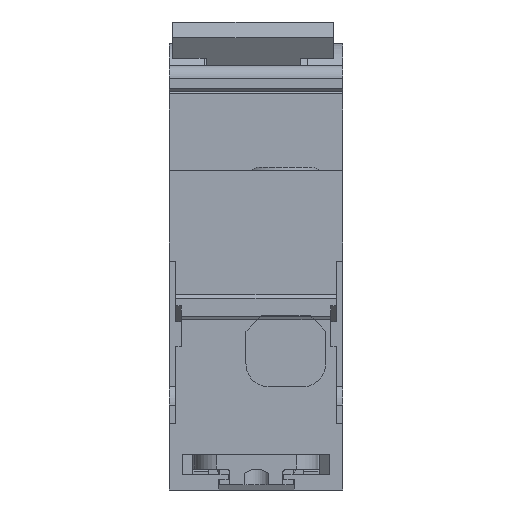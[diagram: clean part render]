
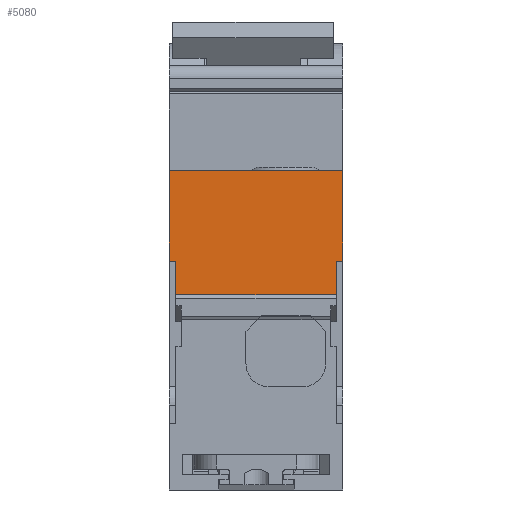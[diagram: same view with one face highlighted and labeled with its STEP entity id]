
A CAD part, front view. The second image highlights one B-rep face of the part: STEP entity #5080.
In plain terms, the highlighted planar face has unit normal (0, -1, 0).
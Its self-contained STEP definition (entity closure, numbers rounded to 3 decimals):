
#362=DIRECTION('',(0.,0.,1.));
#363=VECTOR('',#362,14.);
#364=CARTESIAN_POINT('',(13.35,-40.55,0.863));
#365=LINE('',#364,#363);
#700=DIRECTION('',(-1.,0.,0.));
#701=VECTOR('',#700,26.7);
#702=CARTESIAN_POINT('',(13.35,-40.55,14.864));
#703=LINE('',#702,#701);
#748=DIRECTION('',(0.,0.,1.));
#749=VECTOR('',#748,5.18);
#750=CARTESIAN_POINT('',(-12.4,-40.55,-4.317));
#751=LINE('',#750,#749);
#752=DIRECTION('',(-1.,0.,0.));
#753=VECTOR('',#752,0.95);
#754=CARTESIAN_POINT('',(-12.4,-40.55,0.863));
#755=LINE('',#754,#753);
#756=DIRECTION('',(0.,0.,1.));
#757=VECTOR('',#756,14.);
#758=CARTESIAN_POINT('',(-13.35,-40.55,0.863));
#759=LINE('',#758,#757);
#760=DIRECTION('',(-1.,0.,0.));
#761=VECTOR('',#760,24.8);
#762=CARTESIAN_POINT('',(12.4,-40.55,-4.317));
#763=LINE('',#762,#761);
#1076=DIRECTION('',(0.,0.,1.));
#1077=VECTOR('',#1076,5.18);
#1078=CARTESIAN_POINT('',(12.4,-40.55,-4.317));
#1079=LINE('',#1078,#1077);
#1088=DIRECTION('',(1.,0.,0.));
#1089=VECTOR('',#1088,0.95);
#1090=CARTESIAN_POINT('',(12.4,-40.55,0.863));
#1091=LINE('',#1090,#1089);
#3264=CARTESIAN_POINT('',(-13.35,-40.55,14.864));
#3265=VERTEX_POINT('',#3264);
#3266=CARTESIAN_POINT('',(-13.35,-40.55,0.863));
#3267=VERTEX_POINT('',#3266);
#3492=CARTESIAN_POINT('',(13.35,-40.55,0.863));
#3493=VERTEX_POINT('',#3492);
#3494=CARTESIAN_POINT('',(13.35,-40.55,14.864));
#3495=VERTEX_POINT('',#3494);
#3676=CARTESIAN_POINT('',(-12.4,-40.55,-4.317));
#3677=CARTESIAN_POINT('',(-12.4,-40.55,0.863));
#3678=VERTEX_POINT('',#3676);
#3679=VERTEX_POINT('',#3677);
#3680=CARTESIAN_POINT('',(12.4,-40.55,0.863));
#3681=VERTEX_POINT('',#3680);
#3682=CARTESIAN_POINT('',(12.4,-40.55,-4.317));
#3683=VERTEX_POINT('',#3682);
#5060=CARTESIAN_POINT('',(-13.35,-40.55,14.864));
#5061=DIRECTION('',(0.,-1.,0.));
#5062=DIRECTION('',(0.,0.,-1.));
#5063=AXIS2_PLACEMENT_3D('',#5060,#5061,#5062);
#5064=PLANE('',#5063);
#5066=ORIENTED_EDGE('',*,*,#5065,.T.);
#5068=ORIENTED_EDGE('',*,*,#5067,.T.);
#5069=ORIENTED_EDGE('',*,*,#4297,.T.);
#5070=ORIENTED_EDGE('',*,*,#5004,.F.);
#5071=ORIENTED_EDGE('',*,*,#4575,.F.);
#5073=ORIENTED_EDGE('',*,*,#5072,.F.);
#5075=ORIENTED_EDGE('',*,*,#5074,.F.);
#5077=ORIENTED_EDGE('',*,*,#5076,.T.);
#5078=EDGE_LOOP('',(#5066,#5068,#5069,#5070,#5071,#5073,#5075,#5077));
#5079=FACE_OUTER_BOUND('',#5078,.F.);
#5080=ADVANCED_FACE('',(#5079),#5064,.T.);
#4297=EDGE_CURVE('',#3267,#3265,#759,.T.);
#4575=EDGE_CURVE('',#3493,#3495,#365,.T.);
#5004=EDGE_CURVE('',#3495,#3265,#703,.T.);
#5065=EDGE_CURVE('',#3678,#3679,#751,.T.);
#5067=EDGE_CURVE('',#3679,#3267,#755,.T.);
#5072=EDGE_CURVE('',#3681,#3493,#1091,.T.);
#5074=EDGE_CURVE('',#3683,#3681,#1079,.T.);
#5076=EDGE_CURVE('',#3683,#3678,#763,.T.);
